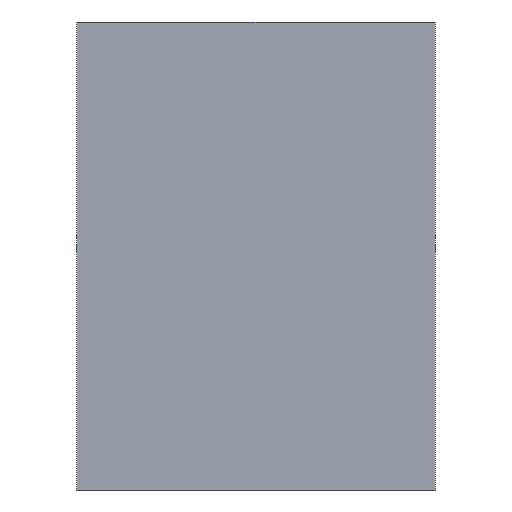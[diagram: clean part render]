
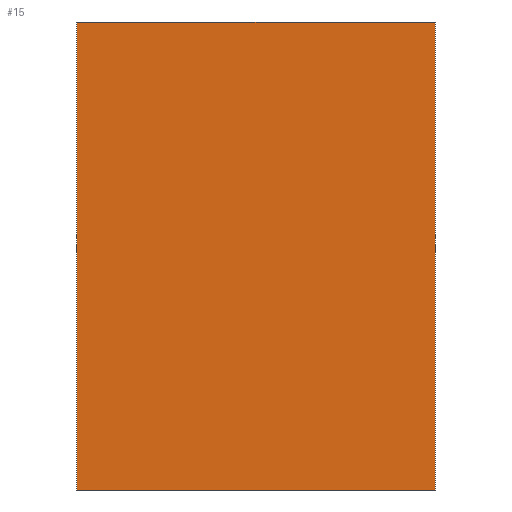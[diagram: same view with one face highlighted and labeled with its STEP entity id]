
A CAD part, front view. The second image highlights one B-rep face of the part: STEP entity #15.
In plain terms, the highlighted planar face has unit normal (0, -1, 0).
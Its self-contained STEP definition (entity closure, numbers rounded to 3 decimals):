
#5 = VERTEX_POINT ( 'NONE', #321 ) ;
#9 = EDGE_LOOP ( 'NONE', ( #356, #33, #114, #324 ) ) ;
#15 = ADVANCED_FACE ( 'NONE', ( #186 ), #185, .F. ) ;
#18 = LINE ( 'NONE', #165, #181 ) ;
#24 = CARTESIAN_POINT ( 'NONE',  ( 0.575, 0., -0.75 ) ) ;
#30 = LINE ( 'NONE', #24, #268 ) ;
#33 = ORIENTED_EDGE ( 'NONE', *, *, #188, .F. ) ;
#70 = CARTESIAN_POINT ( 'NONE',  ( -0.575, 0., 0.75 ) ) ;
#78 = DIRECTION ( 'NONE',  ( 0., 0., -1. ) ) ;
#85 = VERTEX_POINT ( 'NONE', #299 ) ;
#103 = VECTOR ( 'NONE', #200, 1000. ) ;
#105 = CARTESIAN_POINT ( 'NONE',  ( -0.575, 0., 0.75 ) ) ;
#114 = ORIENTED_EDGE ( 'NONE', *, *, #215, .F. ) ;
#139 = EDGE_CURVE ( 'NONE', #300, #5, #18, .T. ) ;
#152 = DIRECTION ( 'NONE',  ( 0., 1., 0. ) ) ;
#155 = CARTESIAN_POINT ( 'NONE',  ( 0., 0., 0. ) ) ;
#165 = CARTESIAN_POINT ( 'NONE',  ( -0.575, 0., -0.75 ) ) ;
#166 = VECTOR ( 'NONE', #226, 1000. ) ;
#181 = VECTOR ( 'NONE', #280, 1000. ) ;
#185 = PLANE ( 'NONE',  #266 ) ;
#186 = FACE_OUTER_BOUND ( 'NONE', #9, .T. ) ;
#188 = EDGE_CURVE ( 'NONE', #209, #85, #252, .T. ) ;
#192 = LINE ( 'NONE', #216, #103 ) ;
#200 = DIRECTION ( 'NONE',  ( 0., 0., 1. ) ) ;
#209 = VERTEX_POINT ( 'NONE', #70 ) ;
#215 = EDGE_CURVE ( 'NONE', #5, #209, #192, .T. ) ;
#216 = CARTESIAN_POINT ( 'NONE',  ( -0.575, 0., -0.75 ) ) ;
#226 = DIRECTION ( 'NONE',  ( 1., 0., 0. ) ) ;
#252 = LINE ( 'NONE', #105, #166 ) ;
#266 = AXIS2_PLACEMENT_3D ( 'NONE', #155, #152, #327 ) ;
#268 = VECTOR ( 'NONE', #78, 1000. ) ;
#270 = EDGE_CURVE ( 'NONE', #85, #300, #30, .T. ) ;
#280 = DIRECTION ( 'NONE',  ( -1., 0., 0. ) ) ;
#299 = CARTESIAN_POINT ( 'NONE',  ( 0.575, 0., 0.75 ) ) ;
#300 = VERTEX_POINT ( 'NONE', #307 ) ;
#307 = CARTESIAN_POINT ( 'NONE',  ( 0.575, 0., -0.75 ) ) ;
#321 = CARTESIAN_POINT ( 'NONE',  ( -0.575, 0., -0.75 ) ) ;
#324 = ORIENTED_EDGE ( 'NONE', *, *, #139, .F. ) ;
#327 = DIRECTION ( 'NONE',  ( 0., 0., 1. ) ) ;
#356 = ORIENTED_EDGE ( 'NONE', *, *, #270, .F. ) ;
